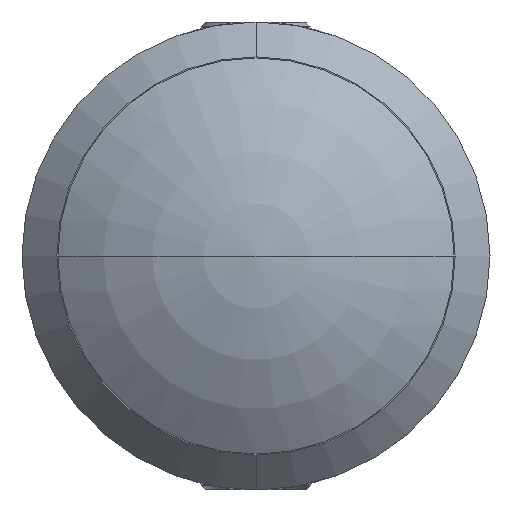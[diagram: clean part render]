
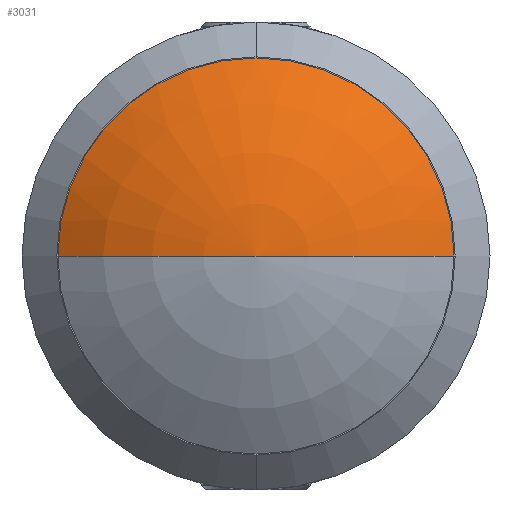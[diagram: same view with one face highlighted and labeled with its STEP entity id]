
A CAD part, front view. The second image highlights one B-rep face of the part: STEP entity #3031.
In plain terms, the highlighted toroidal (fillet/blend) face has major radius 0.115 mm and minor radius 8 mm.
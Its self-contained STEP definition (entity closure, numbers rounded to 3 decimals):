
#214 = AXIS2_PLACEMENT_3D ( 'NONE', #5782, #2075, #1567 ) ;
#377 = DIRECTION ( 'NONE',  ( 0., -1., 0. ) ) ;
#430 = ORIENTED_EDGE ( 'NONE', *, *, #5897, .T. ) ;
#930 = EDGE_CURVE ( 'NONE', #1307, #3502, #4390, .T. ) ;
#1091 = FACE_OUTER_BOUND ( 'NONE', #1580, .T. ) ;
#1307 = VERTEX_POINT ( 'NONE', #2041 ) ;
#1474 = CARTESIAN_POINT ( 'NONE',  ( 0., -48.2, 0. ) ) ;
#1567 = DIRECTION ( 'NONE',  ( -1., 0., 0. ) ) ;
#1580 = EDGE_LOOP ( 'NONE', ( #2286, #430, #2661 ) ) ;
#1964 = DIRECTION ( 'NONE',  ( 1., 0., 0. ) ) ;
#2041 = CARTESIAN_POINT ( 'NONE',  ( 4.55, -46.7, 0. ) ) ;
#2075 = DIRECTION ( 'NONE',  ( 0., 0., -1. ) ) ;
#2116 = CARTESIAN_POINT ( 'NONE',  ( 0., -40.201, 0. ) ) ;
#2286 = ORIENTED_EDGE ( 'NONE', *, *, #930, .F. ) ;
#2361 = EDGE_CURVE ( 'NONE', #5316, #3502, #5387, .T. ) ;
#2592 = DIRECTION ( 'NONE',  ( 0., -1., 0. ) ) ;
#2598 = AXIS2_PLACEMENT_3D ( 'NONE', #5969, #377, #3120 ) ;
#2661 = ORIENTED_EDGE ( 'NONE', *, *, #2361, .T. ) ;
#2874 = AXIS2_PLACEMENT_3D ( 'NONE', #5665, #5721, #1964 ) ;
#2996 = DIRECTION ( 'NONE',  ( -1., 0., 0. ) ) ;
#3031 = ADVANCED_FACE ( 'Defeature ausgef�hrt4_22', ( #1091 ), #4382, .T. ) ;
#3119 = CARTESIAN_POINT ( 'NONE',  ( -4.55, -46.7, 0. ) ) ;
#3120 = DIRECTION ( 'NONE',  ( -1., 0., 0. ) ) ;
#3502 = VERTEX_POINT ( 'NONE', #1474 ) ;
#4382 = TOROIDAL_SURFACE ( 'NONE', #5931, -0.115, 8. ) ;
#4390 = CIRCLE ( 'NONE', #214, 8. ) ;
#4668 = CIRCLE ( 'NONE', #2598, 4.55 ) ;
#5316 = VERTEX_POINT ( 'NONE', #3119 ) ;
#5387 = CIRCLE ( 'NONE', #2874, 8. ) ;
#5665 = CARTESIAN_POINT ( 'NONE',  ( 0.115, -40.201, 0. ) ) ;
#5721 = DIRECTION ( 'NONE',  ( 0., 0., 1. ) ) ;
#5782 = CARTESIAN_POINT ( 'NONE',  ( -0.115, -40.201, 0. ) ) ;
#5897 = EDGE_CURVE ( 'Defeature ausgef�hrt4_22+Defeature ausgef�hrt4_21+Defeature ausgef�hrt4_21+Defeature ausgef�hrt4_21', #1307, #5316, #4668, .T. ) ;
#5931 = AXIS2_PLACEMENT_3D ( 'NONE', #2116, #2592, #2996 ) ;
#5969 = CARTESIAN_POINT ( 'NONE',  ( 0., -46.7, 0. ) ) ;
